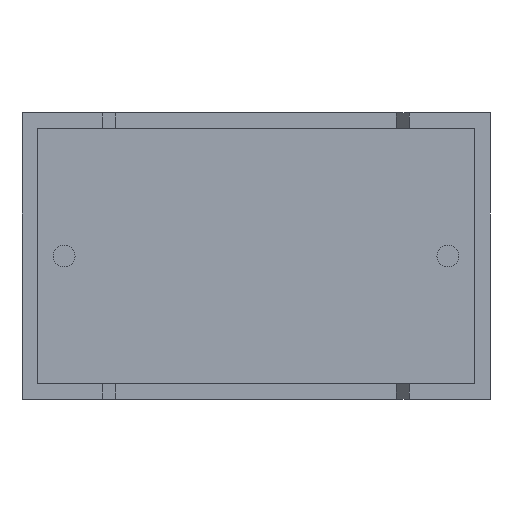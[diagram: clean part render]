
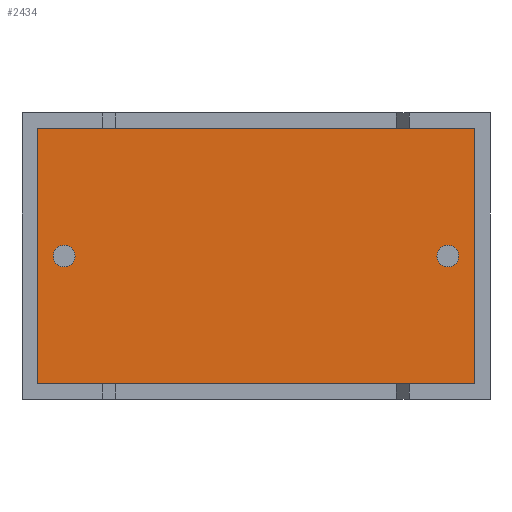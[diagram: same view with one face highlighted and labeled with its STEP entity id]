
A CAD part, front view. The second image highlights one B-rep face of the part: STEP entity #2434.
In plain terms, the highlighted planar face has unit normal (0, -1, 0).
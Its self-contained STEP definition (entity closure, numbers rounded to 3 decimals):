
#117 = EDGE_LOOP ( 'NONE', ( #2456, #2347 ) ) ;
#125 = CARTESIAN_POINT ( 'NONE',  ( 16.65, 0.75, 5.6 ) ) ;
#166 = EDGE_CURVE ( 'NONE', #2821, #1741, #2898, .T. ) ;
#180 = CARTESIAN_POINT ( 'NONE',  ( 0.61, 0.75, 10.59 ) ) ;
#190 = VERTEX_POINT ( 'NONE', #2776 ) ;
#256 = DIRECTION ( 'NONE',  ( 0., 0., 1. ) ) ;
#280 = DIRECTION ( 'NONE',  ( 0., 0., -1. ) ) ;
#320 = DIRECTION ( 'NONE',  ( 0., 0., -1. ) ) ;
#334 = EDGE_LOOP ( 'NONE', ( #1664, #1709 ) ) ;
#335 = CARTESIAN_POINT ( 'NONE',  ( 16.65, 0.75, 5.6 ) ) ;
#390 = VECTOR ( 'NONE', #624, 1000. ) ;
#410 = CIRCLE ( 'NONE', #1018, 0.425 ) ;
#471 = CIRCLE ( 'NONE', #758, 0.425 ) ;
#529 = EDGE_CURVE ( 'NONE', #190, #2086, #1882, .T. ) ;
#533 = AXIS2_PLACEMENT_3D ( 'NONE', #335, #571, #2991 ) ;
#535 = PLANE ( 'NONE',  #1802 ) ;
#544 = DIRECTION ( 'NONE',  ( 0., 0., -1. ) ) ;
#571 = DIRECTION ( 'NONE',  ( 0., -1., 0. ) ) ;
#624 = DIRECTION ( 'NONE',  ( 0., 0., -1. ) ) ;
#704 = EDGE_CURVE ( 'NONE', #1741, #915, #2850, .T. ) ;
#758 = AXIS2_PLACEMENT_3D ( 'NONE', #1034, #1067, #2227 ) ;
#773 = VERTEX_POINT ( 'NONE', #2875 ) ;
#786 = CARTESIAN_POINT ( 'NONE',  ( 1.65, 0.75, 5.6 ) ) ;
#914 = CARTESIAN_POINT ( 'NONE',  ( 0.61, 0.75, 0.61 ) ) ;
#915 = VERTEX_POINT ( 'NONE', #966 ) ;
#922 = AXIS2_PLACEMENT_3D ( 'NONE', #125, #2662, #544 ) ;
#963 = EDGE_CURVE ( 'NONE', #1106, #773, #471, .T. ) ;
#966 = CARTESIAN_POINT ( 'NONE',  ( 17.69, 0.75, 10.59 ) ) ;
#969 = VECTOR ( 'NONE', #256, 1000. ) ;
#1018 = AXIS2_PLACEMENT_3D ( 'NONE', #786, #2903, #320 ) ;
#1034 = CARTESIAN_POINT ( 'NONE',  ( 1.65, 0.75, 5.6 ) ) ;
#1036 = ORIENTED_EDGE ( 'NONE', *, *, #2689, .T. ) ;
#1067 = DIRECTION ( 'NONE',  ( 0., -1., 0. ) ) ;
#1082 = ORIENTED_EDGE ( 'NONE', *, *, #704, .T. ) ;
#1106 = VERTEX_POINT ( 'NONE', #1781 ) ;
#1152 = CARTESIAN_POINT ( 'NONE',  ( 16.65, 0.75, 6.025 ) ) ;
#1193 = DIRECTION ( 'NONE',  ( 0., -1., 0. ) ) ;
#1318 = ORIENTED_EDGE ( 'NONE', *, *, #1961, .T. ) ;
#1664 = ORIENTED_EDGE ( 'NONE', *, *, #2181, .F. ) ;
#1709 = ORIENTED_EDGE ( 'NONE', *, *, #963, .F. ) ;
#1741 = VERTEX_POINT ( 'NONE', #2863 ) ;
#1781 = CARTESIAN_POINT ( 'NONE',  ( 1.65, 0.75, 5.175 ) ) ;
#1802 = AXIS2_PLACEMENT_3D ( 'NONE', #2427, #1193, #280 ) ;
#1837 = CARTESIAN_POINT ( 'NONE',  ( 0.61, 0.75, 0.61 ) ) ;
#1882 = CIRCLE ( 'NONE', #533, 0.425 ) ;
#1949 = VECTOR ( 'NONE', #2512, 1000. ) ;
#1961 = EDGE_CURVE ( 'NONE', #915, #2616, #2589, .T. ) ;
#2086 = VERTEX_POINT ( 'NONE', #1152 ) ;
#2108 = CARTESIAN_POINT ( 'NONE',  ( 17.69, 0.75, 0.61 ) ) ;
#2156 = LINE ( 'NONE', #180, #390 ) ;
#2176 = CIRCLE ( 'NONE', #922, 0.425 ) ;
#2181 = EDGE_CURVE ( 'NONE', #773, #1106, #410, .T. ) ;
#2227 = DIRECTION ( 'NONE',  ( 0., 0., -1. ) ) ;
#2247 = EDGE_CURVE ( 'NONE', #2086, #190, #2176, .T. ) ;
#2251 = FACE_BOUND ( 'NONE', #334, .T. ) ;
#2342 = DIRECTION ( 'NONE',  ( 1., 0., 0. ) ) ;
#2347 = ORIENTED_EDGE ( 'NONE', *, *, #529, .F. ) ;
#2417 = VECTOR ( 'NONE', #2342, 1000. ) ;
#2427 = CARTESIAN_POINT ( 'NONE',  ( 0., 0.75, 0. ) ) ;
#2434 = ADVANCED_FACE ( 'NONE', ( #2990, #2666, #2251 ), #535, .T. ) ;
#2456 = ORIENTED_EDGE ( 'NONE', *, *, #2247, .F. ) ;
#2466 = CARTESIAN_POINT ( 'NONE',  ( 0.61, 0.75, 10.59 ) ) ;
#2512 = DIRECTION ( 'NONE',  ( -1., 0., 0. ) ) ;
#2573 = ORIENTED_EDGE ( 'NONE', *, *, #166, .T. ) ;
#2589 = LINE ( 'NONE', #2737, #1949 ) ;
#2616 = VERTEX_POINT ( 'NONE', #2466 ) ;
#2662 = DIRECTION ( 'NONE',  ( 0., -1., 0. ) ) ;
#2666 = FACE_OUTER_BOUND ( 'NONE', #2697, .T. ) ;
#2689 = EDGE_CURVE ( 'NONE', #2616, #2821, #2156, .T. ) ;
#2697 = EDGE_LOOP ( 'NONE', ( #1036, #2573, #1082, #1318 ) ) ;
#2737 = CARTESIAN_POINT ( 'NONE',  ( 17.69, 0.75, 10.59 ) ) ;
#2776 = CARTESIAN_POINT ( 'NONE',  ( 16.65, 0.75, 5.175 ) ) ;
#2821 = VERTEX_POINT ( 'NONE', #914 ) ;
#2850 = LINE ( 'NONE', #2108, #969 ) ;
#2863 = CARTESIAN_POINT ( 'NONE',  ( 17.69, 0.75, 0.61 ) ) ;
#2875 = CARTESIAN_POINT ( 'NONE',  ( 1.65, 0.75, 6.025 ) ) ;
#2898 = LINE ( 'NONE', #1837, #2417 ) ;
#2903 = DIRECTION ( 'NONE',  ( 0., -1., 0. ) ) ;
#2990 = FACE_BOUND ( 'NONE', #117, .T. ) ;
#2991 = DIRECTION ( 'NONE',  ( 0., 0., -1. ) ) ;
